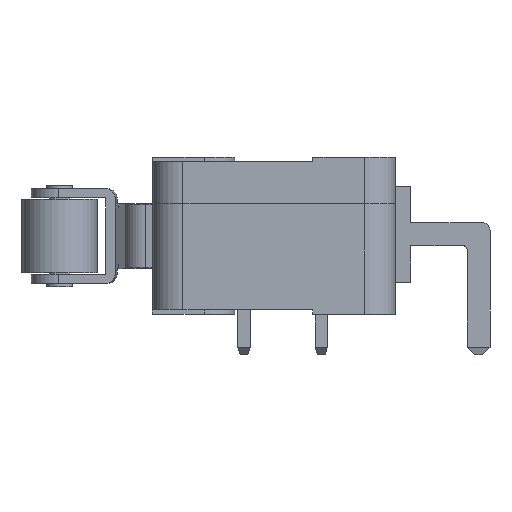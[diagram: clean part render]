
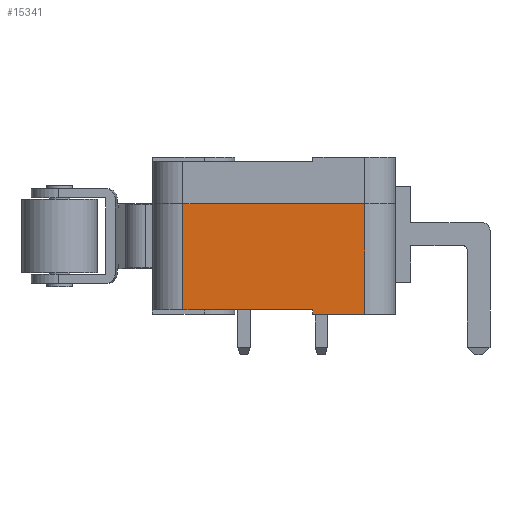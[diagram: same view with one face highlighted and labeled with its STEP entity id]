
A CAD part, left-side view. The second image highlights one B-rep face of the part: STEP entity #15341.
In plain terms, the highlighted planar face has unit normal (-1, 0, 0).
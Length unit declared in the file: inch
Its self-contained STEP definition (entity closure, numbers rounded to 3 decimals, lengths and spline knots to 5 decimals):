
#1576=FACE_OUTER_BOUND('',#2449,.T.);
#2449=EDGE_LOOP('',(#13973,#13974,#13975,#13976,#13977,#13978));
#3762=LINE('',#24944,#5423);
#4227=LINE('',#27784,#5888);
#4230=LINE('',#27792,#5891);
#4235=LINE('',#27804,#5896);
#4238=LINE('',#27810,#5899);
#4250=LINE('',#27840,#5911);
#5423=VECTOR('',#18139,0.3937);
#5888=VECTOR('',#19158,0.3937);
#5891=VECTOR('',#19165,0.3937);
#5896=VECTOR('',#19182,0.3937);
#5899=VECTOR('',#19191,0.3937);
#5911=VECTOR('',#19229,0.3937);
#7073=VERTEX_POINT('',#24934);
#7075=VERTEX_POINT('',#24943);
#7363=VERTEX_POINT('',#27780);
#7364=VERTEX_POINT('',#27782);
#7367=VERTEX_POINT('',#27791);
#7368=VERTEX_POINT('',#27802);
#8939=EDGE_CURVE('',#7075,#7073,#3762,.T.);
#9554=EDGE_CURVE('',#7363,#7364,#4227,.T.);
#9558=EDGE_CURVE('',#7367,#7363,#4230,.T.);
#9565=EDGE_CURVE('',#7368,#7364,#4235,.T.);
#9568=EDGE_CURVE('',#7367,#7073,#4238,.T.);
#9582=EDGE_CURVE('',#7368,#7075,#4250,.T.);
#13973=ORIENTED_EDGE('',*,*,#8939,.T.);
#13974=ORIENTED_EDGE('',*,*,#9568,.F.);
#13975=ORIENTED_EDGE('',*,*,#9558,.T.);
#13976=ORIENTED_EDGE('',*,*,#9554,.T.);
#13977=ORIENTED_EDGE('',*,*,#9565,.F.);
#13978=ORIENTED_EDGE('',*,*,#9582,.T.);
#14534=PLANE('',#16098);
#15341=ADVANCED_FACE('',(#1576),#14534,.T.);
#16098=AXIS2_PLACEMENT_3D('',#27839,#19227,#19228);
#18139=DIRECTION('',(0.,1.,0.));
#19158=DIRECTION('',(0.,0.,-1.));
#19165=DIRECTION('',(0.,-1.,0.));
#19182=DIRECTION('',(0.,1.,0.));
#19191=DIRECTION('',(0.,0.,1.));
#19227=DIRECTION('center_axis',(-1.,0.,0.));
#19228=DIRECTION('ref_axis',(0.,0.,1.));
#19229=DIRECTION('',(0.,0.,1.));
#24934=CARTESIAN_POINT('',(-1.1378,0.25295,0.28543));
#24943=CARTESIAN_POINT('',(-1.1378,-0.21555,0.28543));
#24944=CARTESIAN_POINT('',(-1.1378,0.05809,0.28543));
#27780=CARTESIAN_POINT('',(-1.1378,-0.08169,0.01181));
#27782=CARTESIAN_POINT('',(-1.1378,-0.08169,0.));
#27784=CARTESIAN_POINT('',(-1.1378,-0.08169,0.));
#27791=CARTESIAN_POINT('',(-1.1378,0.25295,0.01181));
#27792=CARTESIAN_POINT('',(-1.1378,-0.09685,0.01181));
#27802=CARTESIAN_POINT('',(-1.1378,-0.21555,0.));
#27804=CARTESIAN_POINT('',(-1.1378,-0.21555,0.));
#27810=CARTESIAN_POINT('',(-1.1378,0.25295,0.));
#27839=CARTESIAN_POINT('Origin',(-1.1378,-0.21555,0.));
#27840=CARTESIAN_POINT('',(-1.1378,-0.21555,0.));
